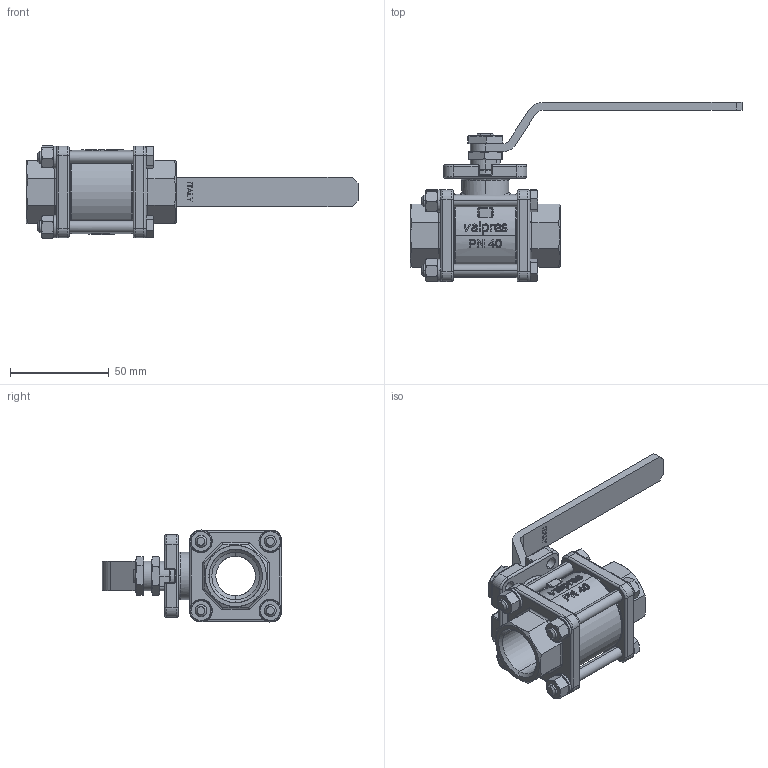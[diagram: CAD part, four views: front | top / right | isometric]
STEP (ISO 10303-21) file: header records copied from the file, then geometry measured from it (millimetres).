
FILE_DESCRIPTION(('STEP AP214'),'1');
FILE_NAME('4832_20_27.stp','2016-07-07T14:30:42',('TraceParts'),('TraceParts S.A.'),'Spatial InterOp 3D',' ',' ');
FILE_SCHEMA(('automotive_design'));
Length unit declared in the file: millimetre
Products named in the file (1432): 4832 20 27|NAUO1#NONE-16503_1;NONE
Bounding box: 168.1 x 90.8 x 46.62 mm (x, y, z)
Surface area: 40205.6 mm2 (no closed solid volume)
Topology: 0 solids, 1577 shells, 1577 faces, 8124 edges, 8093 vertices
Faces by surface type: bspline 553, plane 394, cylinder 294, cone 204, torus 111, sphere 21
Entity records: 221495 total; most frequent: CARTESIAN_POINT 120933, DIRECTION 9927, ORIENTED_EDGE 8092, EDGE_CURVE 8092, VERTEX_POINT 8092, B_SPLINE_CURVE_WITH_KNOTS 4078, AXIS2_PLACEMENT_3D 3580, STYLED_ITEM 3008
